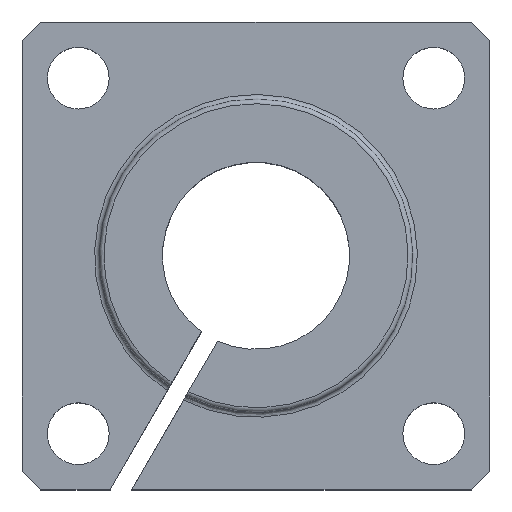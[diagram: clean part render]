
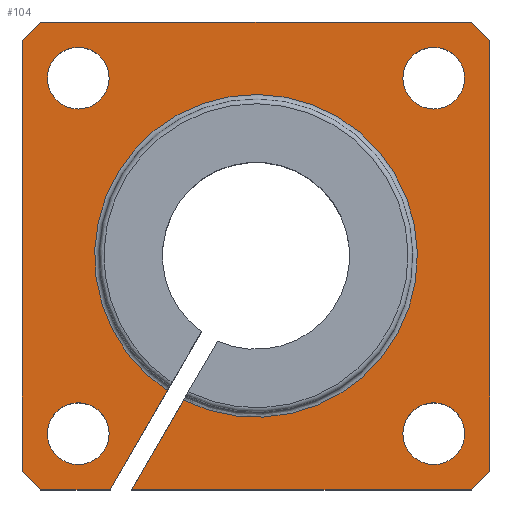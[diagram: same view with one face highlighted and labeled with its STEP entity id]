
A CAD part, top view. The second image highlights one B-rep face of the part: STEP entity #104.
In plain terms, the highlighted planar face has unit normal (0, 0, 1).
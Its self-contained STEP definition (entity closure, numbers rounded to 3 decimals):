
#104 = ADVANCED_FACE( '', ( #219, #220, #221, #222, #223 ), #224, .T. );
#219 = FACE_BOUND( '', #331, .T. );
#220 = FACE_BOUND( '', #332, .T. );
#221 = FACE_BOUND( '', #333, .T. );
#222 = FACE_BOUND( '', #334, .T. );
#223 = FACE_OUTER_BOUND( '', #335, .T. );
#224 = PLANE( '', #336 );
#331 = EDGE_LOOP( '', ( #556 ) );
#332 = EDGE_LOOP( '', ( #557 ) );
#333 = EDGE_LOOP( '', ( #558 ) );
#334 = EDGE_LOOP( '', ( #559 ) );
#335 = EDGE_LOOP( '', ( #560, #561, #562, #563, #564, #565, #566, #567, #568, #569, #570, #571 ) );
#336 = AXIS2_PLACEMENT_3D( '', #572, #573, #574 );
#556 = ORIENTED_EDGE( '', *, *, #609, .F. );
#557 = ORIENTED_EDGE( '', *, *, #582, .F. );
#558 = ORIENTED_EDGE( '', *, *, #601, .F. );
#559 = ORIENTED_EDGE( '', *, *, #659, .F. );
#560 = ORIENTED_EDGE( '', *, *, #665, .T. );
#561 = ORIENTED_EDGE( '', *, *, #647, .T. );
#562 = ORIENTED_EDGE( '', *, *, #661, .T. );
#563 = ORIENTED_EDGE( '', *, *, #612, .T. );
#564 = ORIENTED_EDGE( '', *, *, #607, .T. );
#565 = ORIENTED_EDGE( '', *, *, #669, .T. );
#566 = ORIENTED_EDGE( '', *, *, #636, .T. );
#567 = ORIENTED_EDGE( '', *, *, #655, .T. );
#568 = ORIENTED_EDGE( '', *, *, #622, .T. );
#569 = ORIENTED_EDGE( '', *, *, #653, .T. );
#570 = ORIENTED_EDGE( '', *, *, #650, .T. );
#571 = ORIENTED_EDGE( '', *, *, #640, .T. );
#572 = CARTESIAN_POINT( '', ( 0., 0., 14. ) );
#573 = DIRECTION( '', ( 0., 0., 1. ) );
#574 = DIRECTION( '', ( 1., 0., 0. ) );
#582 = EDGE_CURVE( '', #674, #674, #675, .T. );
#601 = EDGE_CURVE( '', #707, #707, #708, .T. );
#607 = EDGE_CURVE( '', #713, #717, #719, .T. );
#609 = EDGE_CURVE( '', #721, #721, #722, .T. );
#612 = EDGE_CURVE( '', #726, #713, #727, .T. );
#622 = EDGE_CURVE( '', #742, #740, #743, .T. );
#636 = EDGE_CURVE( '', #765, #763, #766, .T. );
#640 = EDGE_CURVE( '', #771, #769, #772, .T. );
#647 = EDGE_CURVE( '', #775, #780, #782, .T. );
#650 = EDGE_CURVE( '', #786, #771, #787, .T. );
#653 = EDGE_CURVE( '', #740, #786, #790, .T. );
#655 = EDGE_CURVE( '', #763, #742, #792, .T. );
#659 = EDGE_CURVE( '', #797, #797, #798, .T. );
#661 = EDGE_CURVE( '', #780, #726, #800, .T. );
#665 = EDGE_CURVE( '', #769, #775, #804, .T. );
#669 = EDGE_CURVE( '', #717, #765, #808, .T. );
#674 = VERTEX_POINT( '', #812 );
#675 = CIRCLE( '', #813, 3.3 );
#707 = VERTEX_POINT( '', #849 );
#708 = CIRCLE( '', #850, 3.3 );
#713 = VERTEX_POINT( '', #855 );
#717 = VERTEX_POINT( '', #861 );
#719 = LINE( '', #864, #865 );
#721 = VERTEX_POINT( '', #867 );
#722 = CIRCLE( '', #868, 3.3 );
#726 = VERTEX_POINT( '', #872 );
#727 = LINE( '', #873, #874 );
#740 = VERTEX_POINT( '', #900 );
#742 = VERTEX_POINT( '', #903 );
#743 = LINE( '', #904, #905 );
#763 = VERTEX_POINT( '', #934 );
#765 = VERTEX_POINT( '', #937 );
#766 = LINE( '', #938, #939 );
#769 = VERTEX_POINT( '', #943 );
#771 = VERTEX_POINT( '', #946 );
#772 = LINE( '', #947, #948 );
#775 = VERTEX_POINT( '', #952 );
#780 = VERTEX_POINT( '', #964 );
#782 = LINE( '', #971, #972 );
#786 = VERTEX_POINT( '', #976 );
#787 = LINE( '', #977, #978 );
#790 = LINE( '', #982, #983 );
#792 = LINE( '', #985, #986 );
#797 = VERTEX_POINT( '', #991 );
#798 = CIRCLE( '', #992, 3.3 );
#800 = CIRCLE( '', #994, 17.25 );
#804 = LINE( '', #998, #999 );
#808 = LINE( '', #1003, #1004 );
#812 = CARTESIAN_POINT( '', ( -15.7, 44., 14. ) );
#813 = AXIS2_PLACEMENT_3D( '', #1007, #1008, #1009 );
#849 = CARTESIAN_POINT( '', ( 22.3, 6., 14. ) );
#850 = AXIS2_PLACEMENT_3D( '', #1041, #1042, #1043 );
#855 = CARTESIAN_POINT( '', ( -13.279, 0., 14. ) );
#861 = CARTESIAN_POINT( '', ( 23., 0., 14. ) );
#864 = CARTESIAN_POINT( '', ( -23., 0., 14. ) );
#865 = VECTOR( '', #1050, 1000. );
#867 = CARTESIAN_POINT( '', ( -15.7, 6., 14. ) );
#868 = AXIS2_PLACEMENT_3D( '', #1051, #1052, #1053 );
#872 = CARTESIAN_POINT( '', ( -7.744, 9.586, 14. ) );
#873 = CARTESIAN_POINT( '', ( -9.959, 5.75, 14. ) );
#874 = VECTOR( '', #1057, 1000. );
#900 = CARTESIAN_POINT( '', ( -23., 50., 14. ) );
#903 = CARTESIAN_POINT( '', ( 23., 50., 14. ) );
#904 = CARTESIAN_POINT( '', ( 23., 50., 14. ) );
#905 = VECTOR( '', #1065, 1000. );
#934 = CARTESIAN_POINT( '', ( 25., 48., 14. ) );
#937 = CARTESIAN_POINT( '', ( 25., 2., 14. ) );
#938 = CARTESIAN_POINT( '', ( 25., 2., 14. ) );
#939 = VECTOR( '', #1079, 1000. );
#943 = CARTESIAN_POINT( '', ( -23., 0., 14. ) );
#946 = CARTESIAN_POINT( '', ( -25., 2., 14. ) );
#947 = CARTESIAN_POINT( '', ( -25., 2., 14. ) );
#948 = VECTOR( '', #1082, 1000. );
#952 = CARTESIAN_POINT( '', ( -15.588, 0., 14. ) );
#964 = CARTESIAN_POINT( '', ( -9.477, 10.586, 14. ) );
#971 = CARTESIAN_POINT( '', ( -11.691, 6.75, 14. ) );
#972 = VECTOR( '', #1086, 1000. );
#976 = CARTESIAN_POINT( '', ( -25., 48., 14. ) );
#977 = CARTESIAN_POINT( '', ( -25., 48., 14. ) );
#978 = VECTOR( '', #1090, 1000. );
#982 = CARTESIAN_POINT( '', ( -23., 50., 14. ) );
#983 = VECTOR( '', #1092, 1000. );
#985 = CARTESIAN_POINT( '', ( 25., 48., 14. ) );
#986 = VECTOR( '', #1093, 1000. );
#991 = CARTESIAN_POINT( '', ( 22.3, 44., 14. ) );
#992 = AXIS2_PLACEMENT_3D( '', #1097, #1098, #1099 );
#994 = AXIS2_PLACEMENT_3D( '', #1100, #1101, #1102 );
#998 = CARTESIAN_POINT( '', ( -23., 0., 14. ) );
#999 = VECTOR( '', #1106, 1000. );
#1003 = CARTESIAN_POINT( '', ( 23., 0., 14. ) );
#1004 = VECTOR( '', #1107, 1000. );
#1007 = CARTESIAN_POINT( '', ( -19., 44., 14. ) );
#1008 = DIRECTION( '', ( 0., 0., 1. ) );
#1009 = DIRECTION( '', ( 1., 0., 0. ) );
#1041 = CARTESIAN_POINT( '', ( 19., 6., 14. ) );
#1042 = DIRECTION( '', ( 0., 0., 1. ) );
#1043 = DIRECTION( '', ( 1., 0., 0. ) );
#1050 = DIRECTION( '', ( 1., 0., 0. ) );
#1051 = CARTESIAN_POINT( '', ( -19., 6., 14. ) );
#1052 = DIRECTION( '', ( 0., 0., 1. ) );
#1053 = DIRECTION( '', ( 1., 0., 0. ) );
#1057 = DIRECTION( '', ( -0.5, -0.866, 0. ) );
#1065 = DIRECTION( '', ( -1., 0., 0. ) );
#1079 = DIRECTION( '', ( 0., 1., 0. ) );
#1082 = DIRECTION( '', ( 0.707, -0.707, 0. ) );
#1086 = DIRECTION( '', ( 0.5, 0.866, 0. ) );
#1090 = DIRECTION( '', ( 0., -1., 0. ) );
#1092 = DIRECTION( '', ( -0.707, -0.707, 0. ) );
#1093 = DIRECTION( '', ( -0.707, 0.707, 0. ) );
#1097 = CARTESIAN_POINT( '', ( 19., 44., 14. ) );
#1098 = DIRECTION( '', ( 0., 0., 1. ) );
#1099 = DIRECTION( '', ( 1., 0., 0. ) );
#1100 = CARTESIAN_POINT( '', ( 0., 25., 14. ) );
#1101 = DIRECTION( '', ( 0., 0., -1. ) );
#1102 = DIRECTION( '', ( -1., 0., 0. ) );
#1106 = DIRECTION( '', ( 1., 0., 0. ) );
#1107 = DIRECTION( '', ( 0.707, 0.707, 0. ) );
